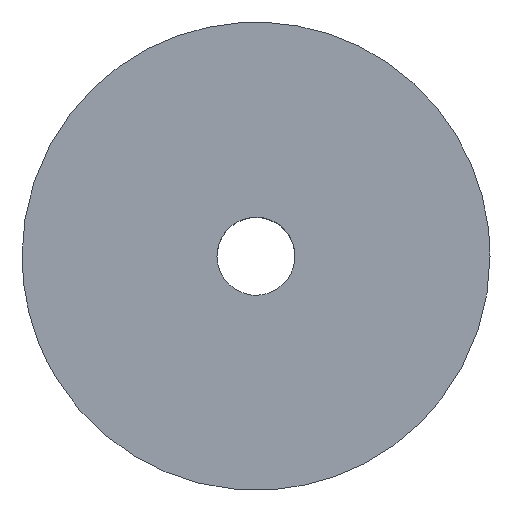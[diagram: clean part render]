
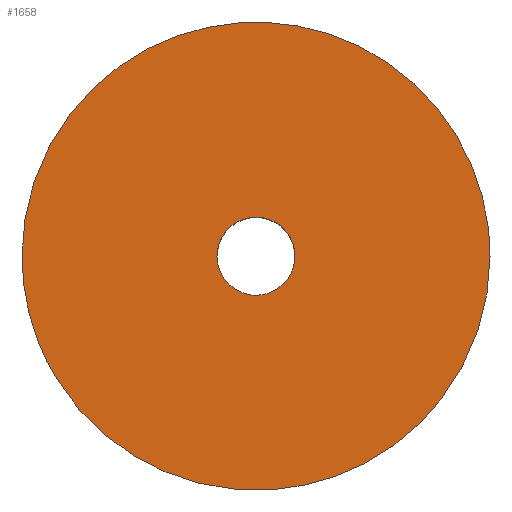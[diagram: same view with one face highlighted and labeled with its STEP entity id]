
A CAD part, top view. The second image highlights one B-rep face of the part: STEP entity #1658.
In plain terms, the highlighted free-form (B-spline) face has degree [1, 1] with [2, 2] control points.
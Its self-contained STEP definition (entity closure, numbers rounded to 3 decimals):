
#724=CARTESIAN_POINT('',(1.177,-14.954,20.));
#725=VERTEX_POINT('',#724);
#731=CARTESIAN_POINT('',(-13.948,-5.519,20.));
#732=VERTEX_POINT('',#731);
#733=CARTESIAN_POINT('',(1.177,-14.954,20.));
#734=CARTESIAN_POINT('',(0.589,-15.,20.));
#735=CARTESIAN_POINT('',(0.,-15.,20.));
#736=CARTESIAN_POINT('',(-10.197,-15.,20.));
#737=CARTESIAN_POINT('',(-13.948,-5.519,20.));
#745=(BOUNDED_CURVE()B_SPLINE_CURVE(2,(#733,#734,#735,#736,#737),.UNSPECIFIED.,.F.,.U.)B_SPLINE_CURVE_WITH_KNOTS((3,2,3),(0.736,0.75,0.938),.UNSPECIFIED.)CURVE()GEOMETRIC_REPRESENTATION_ITEM()RATIONAL_B_SPLINE_CURVE((0.97,0.984,1.0,0.78,0.89))REPRESENTATION_ITEM(''));
#746=EDGE_CURVE('',#725,#732,#745,.T.);
#798=CARTESIAN_POINT('',(-15.0,0.0,20.0));
#799=VERTEX_POINT('',#798);
#800=CARTESIAN_POINT('',(-13.948,-5.519,20.));
#801=CARTESIAN_POINT('',(-15.,-2.86,20.));
#802=CARTESIAN_POINT('',(-15.0,0.0,20.0));
#810=(BOUNDED_CURVE()B_SPLINE_CURVE(2,(#800,#801,#802),.UNSPECIFIED.,.F.,.U.)B_SPLINE_CURVE_WITH_KNOTS((3,3),(0.938,1.0),.UNSPECIFIED.)CURVE()GEOMETRIC_REPRESENTATION_ITEM()RATIONAL_B_SPLINE_CURVE((0.89,0.927,1.0))REPRESENTATION_ITEM(''));
#811=EDGE_CURVE('',#732,#799,#810,.T.);
#813=CARTESIAN_POINT('',(15.0,0.0,20.0));
#814=VERTEX_POINT('',#813);
#815=CARTESIAN_POINT('',(-15.0,0.0,20.0));
#816=CARTESIAN_POINT('',(-15.,15.,20.0));
#817=CARTESIAN_POINT('',(0.0,15.0,20.0));
#818=CARTESIAN_POINT('',(15.,15.,20.0));
#819=CARTESIAN_POINT('',(15.0,0.0,20.0));
#827=(BOUNDED_CURVE()B_SPLINE_CURVE(2,(#815,#816,#817,#818,#819),.UNSPECIFIED.,.F.,.U.)B_SPLINE_CURVE_WITH_KNOTS((3,2,3),(0.0,0.25,0.5),.UNSPECIFIED.)CURVE()GEOMETRIC_REPRESENTATION_ITEM()RATIONAL_B_SPLINE_CURVE((1.0,0.707,1.0,0.707,1.0))REPRESENTATION_ITEM(''));
#828=EDGE_CURVE('',#799,#814,#827,.T.);
#830=CARTESIAN_POINT('',(15.0,0.0,20.0));
#831=CARTESIAN_POINT('',(15.,-13.866,20.));
#832=CARTESIAN_POINT('',(1.177,-14.954,20.));
#840=(BOUNDED_CURVE()B_SPLINE_CURVE(2,(#830,#831,#832),.UNSPECIFIED.,.F.,.U.)B_SPLINE_CURVE_WITH_KNOTS((3,3),(0.5,0.736),.UNSPECIFIED.)CURVE()GEOMETRIC_REPRESENTATION_ITEM()RATIONAL_B_SPLINE_CURVE((1.0,0.723,0.97))REPRESENTATION_ITEM(''));
#841=EDGE_CURVE('',#814,#725,#840,.T.);
#929=CARTESIAN_POINT('',(-0.295,2.483,20.0));
#930=VERTEX_POINT('',#929);
#931=CARTESIAN_POINT('',(2.5,0.0,20.0));
#932=VERTEX_POINT('',#931);
#933=CARTESIAN_POINT('',(-0.295,2.483,20.));
#934=CARTESIAN_POINT('',(-0.148,2.5,20.));
#935=CARTESIAN_POINT('',(0.0,2.5,20.0));
#936=CARTESIAN_POINT('',(2.5,2.5,20.));
#937=CARTESIAN_POINT('',(2.5,0.0,20.0));
#945=(BOUNDED_CURVE()B_SPLINE_CURVE(2,(#933,#934,#935,#936,#937),.UNSPECIFIED.,.F.,.U.)B_SPLINE_CURVE_WITH_KNOTS((3,2,3),(0.23,0.25,0.5),.UNSPECIFIED.)CURVE()GEOMETRIC_REPRESENTATION_ITEM()RATIONAL_B_SPLINE_CURVE((0.956,0.976,1.0,0.707,1.0))REPRESENTATION_ITEM(''));
#946=EDGE_CURVE('',#930,#932,#945,.T.);
#987=CARTESIAN_POINT('',(0.153,-2.495,20.0));
#988=VERTEX_POINT('',#987);
#994=CARTESIAN_POINT('',(2.5,0.0,20.0));
#995=CARTESIAN_POINT('',(2.5,-2.352,20.0));
#996=CARTESIAN_POINT('',(0.153,-2.495,20.0));
#1004=(BOUNDED_CURVE()B_SPLINE_CURVE(2,(#994,#995,#996),.UNSPECIFIED.,.F.,.U.)B_SPLINE_CURVE_WITH_KNOTS((3,3),(0.5,0.739),.UNSPECIFIED.)CURVE()GEOMETRIC_REPRESENTATION_ITEM()RATIONAL_B_SPLINE_CURVE((1.0,0.72,0.976))REPRESENTATION_ITEM(''));
#1005=EDGE_CURVE('',#932,#988,#1004,.T.);
#1028=CARTESIAN_POINT('',(-2.5,0.0,20.0));
#1029=VERTEX_POINT('',#1028);
#1030=CARTESIAN_POINT('',(-2.5,0.0,20.0));
#1031=CARTESIAN_POINT('',(-2.5,2.22,20.));
#1032=CARTESIAN_POINT('',(-0.295,2.483,20.));
#1040=(BOUNDED_CURVE()B_SPLINE_CURVE(2,(#1030,#1031,#1032),.UNSPECIFIED.,.F.,.U.)B_SPLINE_CURVE_WITH_KNOTS((3,3),(0.0,0.23),.UNSPECIFIED.)CURVE()GEOMETRIC_REPRESENTATION_ITEM()RATIONAL_B_SPLINE_CURVE((1.0,0.731,0.956))REPRESENTATION_ITEM(''));
#1041=EDGE_CURVE('',#1029,#930,#1040,.T.);
#1043=CARTESIAN_POINT('',(0.153,-2.495,20.0));
#1044=CARTESIAN_POINT('',(0.076,-2.5,20.));
#1045=CARTESIAN_POINT('',(0.0,-2.5,20.0));
#1046=CARTESIAN_POINT('',(-2.5,-2.5,20.));
#1047=CARTESIAN_POINT('',(-2.5,0.0,20.0));
#1055=(BOUNDED_CURVE()B_SPLINE_CURVE(2,(#1043,#1044,#1045,#1046,#1047),.UNSPECIFIED.,.F.,.U.)B_SPLINE_CURVE_WITH_KNOTS((3,2,3),(0.739,0.75,1.0),.UNSPECIFIED.)CURVE()GEOMETRIC_REPRESENTATION_ITEM()RATIONAL_B_SPLINE_CURVE((0.976,0.988,1.0,0.707,1.0))REPRESENTATION_ITEM(''));
#1056=EDGE_CURVE('',#988,#1029,#1055,.T.);
#1641=CARTESIAN_POINT('',(16.498,-16.498,20.0));
#1642=CARTESIAN_POINT('',(-16.499,-16.498,20.0));
#1643=CARTESIAN_POINT('',(16.498,16.498,20.0));
#1644=CARTESIAN_POINT('',(-16.499,16.498,20.0));
#1645=B_SPLINE_SURFACE_WITH_KNOTS('',1,1,((#1641,#1643),(#1642,#1644)),.UNSPECIFIED.,.F.,.F.,.U.,(2,2),(2,2),(0.0,32.997),(0.0,32.997),.UNSPECIFIED.);
#1646=ORIENTED_EDGE('',*,*,#811,.F.);
#1647=ORIENTED_EDGE('',*,*,#746,.F.);
#1648=ORIENTED_EDGE('',*,*,#841,.F.);
#1649=ORIENTED_EDGE('',*,*,#828,.F.);
#1650=EDGE_LOOP('',(#1646,#1647,#1648,#1649));
#1651=FACE_OUTER_BOUND('',#1650,.T.);
#1652=ORIENTED_EDGE('',*,*,#1005,.T.);
#1653=ORIENTED_EDGE('',*,*,#1056,.T.);
#1654=ORIENTED_EDGE('',*,*,#1041,.T.);
#1655=ORIENTED_EDGE('',*,*,#946,.T.);
#1656=EDGE_LOOP('',(#1652,#1653,#1654,#1655));
#1657=FACE_BOUND('',#1656,.T.);
#1658=ADVANCED_FACE('',(#1651,#1657),#1645,.F.);
